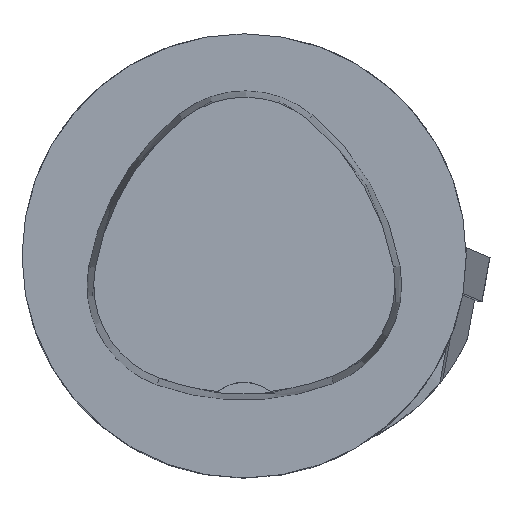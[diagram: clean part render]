
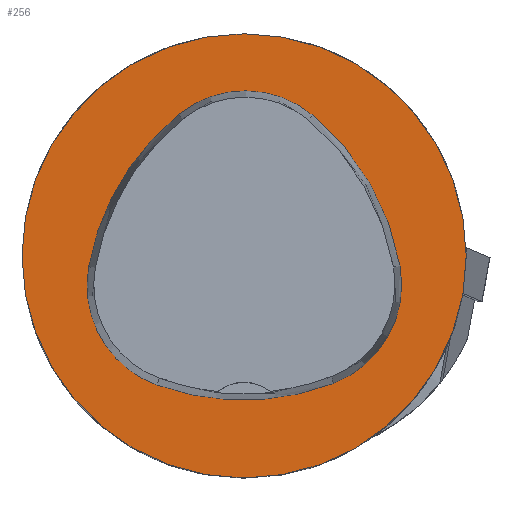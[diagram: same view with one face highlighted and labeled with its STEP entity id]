
A CAD part, top view. The second image highlights one B-rep face of the part: STEP entity #256.
In plain terms, the highlighted planar face has unit normal (0, 0, 1).
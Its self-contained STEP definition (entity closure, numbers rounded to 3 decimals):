
#256=ADVANCED_FACE('',(#514,#515),#313,.T.);
#313=PLANE('',#1515);
#514=FACE_BOUND('',#569,.T.);
#515=FACE_BOUND('',#570,.T.);
#569=EDGE_LOOP('',(#810,#811,#812,#813,#814,#815));
#570=EDGE_LOOP('',(#816));
#810=ORIENTED_EDGE('',*,*,#1234,.T.);
#811=ORIENTED_EDGE('',*,*,#1214,.T.);
#812=ORIENTED_EDGE('',*,*,#1218,.T.);
#813=ORIENTED_EDGE('',*,*,#1221,.T.);
#814=ORIENTED_EDGE('',*,*,#1224,.T.);
#815=ORIENTED_EDGE('',*,*,#1232,.T.);
#816=ORIENTED_EDGE('',*,*,#1205,.F.);
#1058=VERTEX_POINT('',#2343);
#1067=VERTEX_POINT('',#2362);
#1068=VERTEX_POINT('',#2363);
#1071=VERTEX_POINT('',#2371);
#1073=VERTEX_POINT('',#2377);
#1075=VERTEX_POINT('',#2383);
#1082=VERTEX_POINT('',#2404);
#1205=EDGE_CURVE('',#1058,#1058,#1302,.T.);
#1214=EDGE_CURVE('',#1067,#1068,#1303,.T.);
#1218=EDGE_CURVE('',#1068,#1071,#1305,.T.);
#1221=EDGE_CURVE('',#1071,#1073,#1307,.T.);
#1224=EDGE_CURVE('',#1073,#1075,#1309,.T.);
#1232=EDGE_CURVE('',#1075,#1082,#1313,.T.);
#1234=EDGE_CURVE('',#1082,#1067,#1315,.T.);
#1302=CIRCLE('',#1487,31.5);
#1303=CIRCLE('',#1493,36.);
#1305=CIRCLE('',#1496,15.);
#1307=CIRCLE('',#1499,36.);
#1309=CIRCLE('',#1502,15.);
#1313=CIRCLE('',#1507,36.);
#1315=CIRCLE('',#1510,15.);
#1487=AXIS2_PLACEMENT_3D('',#2342,#1767,#1768);
#1493=AXIS2_PLACEMENT_3D('',#2361,#1783,#1784);
#1496=AXIS2_PLACEMENT_3D('',#2370,#1791,#1792);
#1499=AXIS2_PLACEMENT_3D('',#2376,#1798,#1799);
#1502=AXIS2_PLACEMENT_3D('',#2382,#1805,#1806);
#1507=AXIS2_PLACEMENT_3D('',#2405,#1817,#1818);
#1510=AXIS2_PLACEMENT_3D('',#2408,#1823,#1824);
#1515=AXIS2_PLACEMENT_3D('',#2413,#1833,#1834);
#1767=DIRECTION('',(0.,0.,-1.));
#1768=DIRECTION('',(-1.,0.,0.));
#1783=DIRECTION('',(0.,0.,-1.));
#1784=DIRECTION('',(-1.,0.,0.));
#1791=DIRECTION('',(0.,0.,-1.));
#1792=DIRECTION('',(-1.,0.,0.));
#1798=DIRECTION('',(0.,0.,-1.));
#1799=DIRECTION('',(-1.,0.,0.));
#1805=DIRECTION('',(0.,0.,-1.));
#1806=DIRECTION('',(-1.,0.,0.));
#1817=DIRECTION('',(0.,0.,-1.));
#1818=DIRECTION('',(-1.,0.,0.));
#1823=DIRECTION('',(0.,0.,-1.));
#1824=DIRECTION('',(-1.,0.,0.));
#1833=DIRECTION('',(0.,0.,1.));
#1834=DIRECTION('',(1.,0.,0.));
#2342=CARTESIAN_POINT('',(0.,0.,0.));
#2343=CARTESIAN_POINT('',(-31.5,0.,0.));
#2361=CARTESIAN_POINT('',(13.398,-7.893,0.));
#2362=CARTESIAN_POINT('',(-22.041,-1.562,0.));
#2363=CARTESIAN_POINT('',(-9.317,20.036,0.));
#2370=CARTESIAN_POINT('',(0.148,8.399,0.));
#2371=CARTESIAN_POINT('',(9.779,19.898,0.));
#2376=CARTESIAN_POINT('',(-13.337,-7.7,0.));
#2377=CARTESIAN_POINT('',(22.122,-1.48,0.));
#2382=CARTESIAN_POINT('',(7.347,-4.071,0.));
#2383=CARTESIAN_POINT('',(12.693,-18.087,0.));
#2404=CARTESIAN_POINT('',(-12.373,-18.307,0.));
#2405=CARTESIAN_POINT('',(-0.137,15.55,0.));
#2408=CARTESIAN_POINT('',(-7.275,-4.2,0.));
#2413=CARTESIAN_POINT('',(0.,0.,0.));
